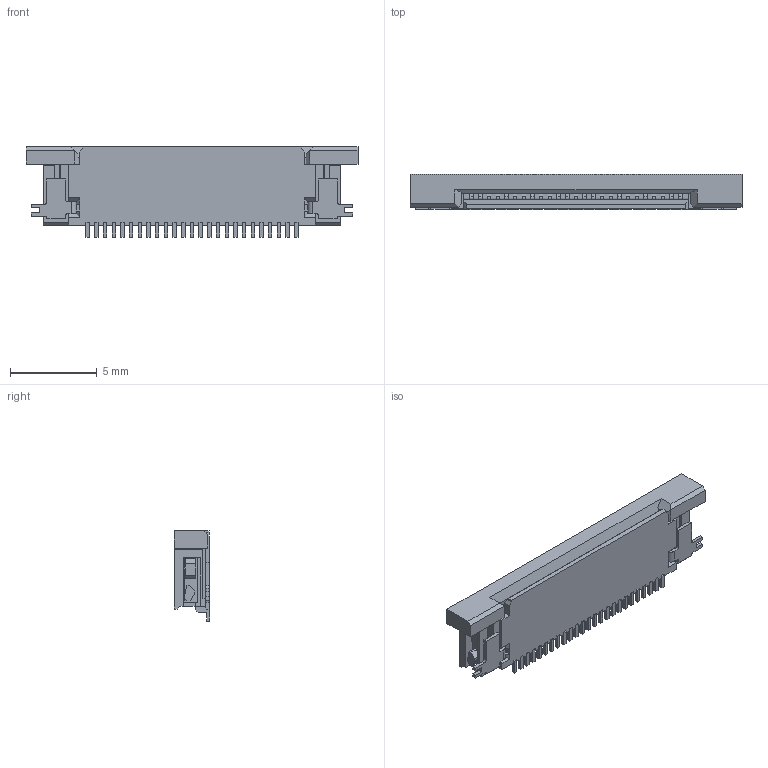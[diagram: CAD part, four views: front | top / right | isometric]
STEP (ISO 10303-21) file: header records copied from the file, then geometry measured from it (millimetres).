
FILE_DESCRIPTION(/* description */ (''),/* implementation_level */ '2;1');
FILE_NAME(/* name */ '524372571.step',/* time_stamp */ '2020-11-30T17:06:08+02:00',/* author */ (''),/* organization */ (''),/* preprocessor_version */ 'ST-DEVELOPER v18.1',/* originating_system */ 'Autodesk Translation Framework v9.3.0.1241',/* authorisation */ '');
FILE_SCHEMA (('AUTOMOTIVE_DESIGN { 1 0 10303 214 3 1 1 }'));
Length unit declared in the file: millimetre
Products named in the file (1): (Unsaved)
Bounding box: 19.1 x 2.04 x 5.2 mm (x, y, z)
Volume: 129.5 mm3; surface area: 488.2 mm2
Topology: 1 solids, 1 shells, 688 faces, 2061 edges, 1358 vertices
Faces by surface type: plane 622, cylinder 66
Entity records: 22828 total; most frequent: ORIENTED_EDGE 4122, CARTESIAN_POINT 4108, DIRECTION 3573, EDGE_CURVE 2061, LINE 1927, VECTOR 1927, VERTEX_POINT 1358, AXIS2_PLACEMENT_3D 823
